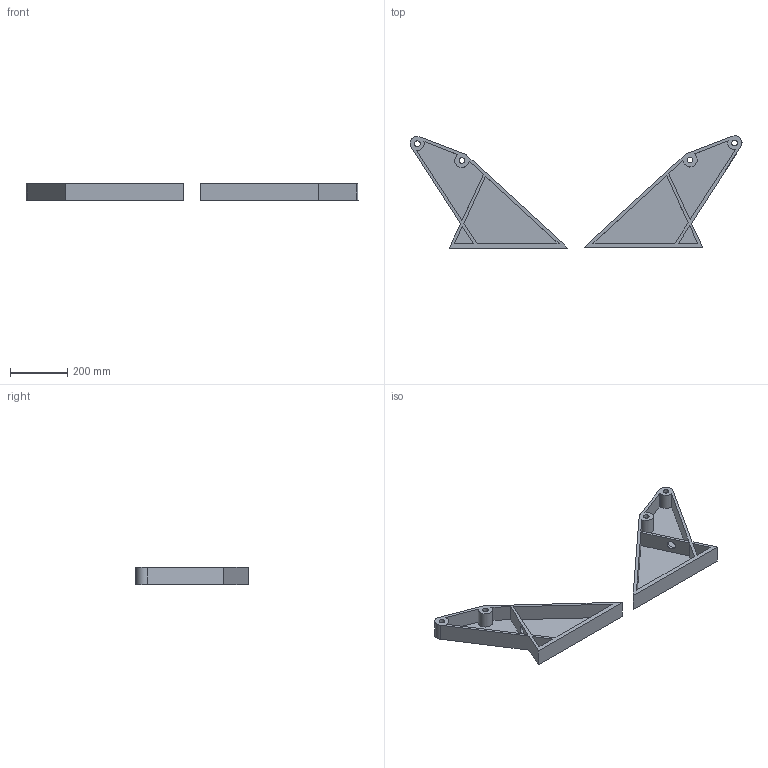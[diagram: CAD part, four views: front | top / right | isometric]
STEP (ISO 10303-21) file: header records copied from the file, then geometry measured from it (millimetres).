
FILE_DESCRIPTION(('HOOPS Exchange Step'),'2;1');
FILE_NAME('temp_export','2022-02-06T14:02:25+01:00',('mobile'),('Shapr3D Limited'),'HOOPS Exchange 2021.2','Shapr3D','Authorized');
FILE_SCHEMA( ('AP203_CONFIGURATION_CONTROLLED_3D_DESIGN_OF_MECHANICAL_PARTS_AND_ASSEMBLIES_MIM_LF') );
Length unit declared in the file: millimetre
Products named in the file (1): 1CD24F8F-5907-4151-8C50-3535E5D2D597.tmp
Bounding box: 1163.69 x 394.29 x 60 mm (x, y, z)
Volume: 3186039.6 mm3; surface area: 784574.8 mm2
Topology: 2 solids, 2 shells, 60 faces, 154 edges, 104 vertices
Faces by surface type: plane 44, cylinder 16
Full cylindrical faces by diameter (mm): 20 x4, 30 x2
Entity records: 1871 total; most frequent: CARTESIAN_POINT 319, DIRECTION 310, ORIENTED_EDGE 308, EDGE_CURVE 154, VECTOR 120, LINE 120, VERTEX_POINT 104, AXIS2_PLACEMENT_3D 95
